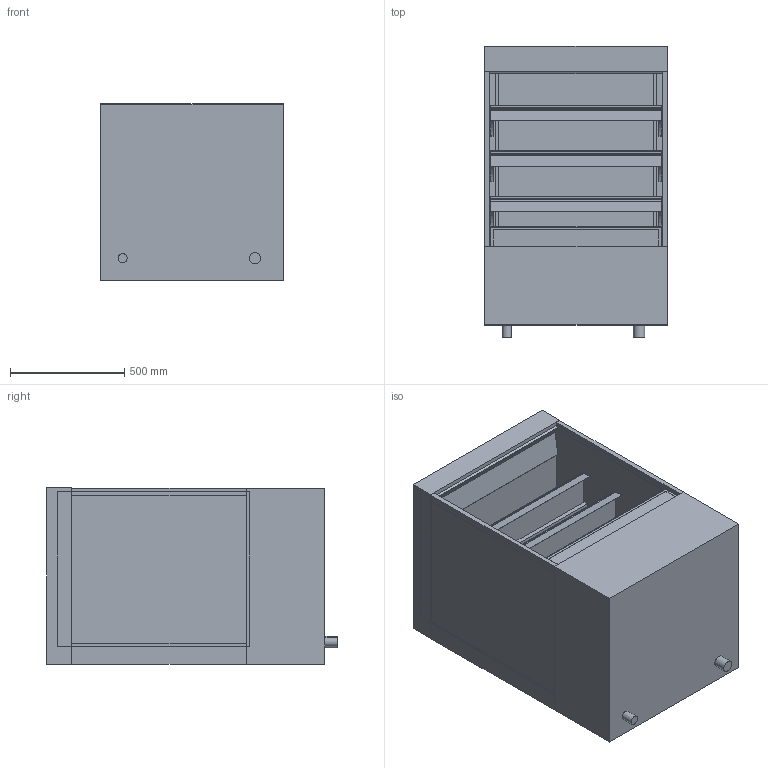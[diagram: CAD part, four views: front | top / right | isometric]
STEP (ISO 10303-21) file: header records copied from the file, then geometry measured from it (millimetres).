
FILE_DESCRIPTION(/* description */ ('Einbaukühlvitrine: zentralgekühlt'),/* implementation_level */ '2;1');
FILE_NAME(/* name */ '3D-AKE-00021297.stp',/* time_stamp */ '2023-03-21T10:23:53+01:00',/* author */ ('julian.lux'),/* organization */ (''),/* preprocessor_version */ 'ST-DEVELOPER v18.1',/* originating_system */ 'Autodesk Inventor 2020',/* authorisation */ '');
FILE_SCHEMA (('AUTOMOTIVE_DESIGN { 1 0 10303 214 3 1 1 }'));
Length unit declared in the file: millimetre
Products named in the file (1): 3D-AKE-00021297
Bounding box: 800 x 1275.1 x 772 mm (x, y, z)
Volume: 296561138.6 mm3; surface area: 15678031.7 mm2
Topology: 44 solids, 44 shells, 378 faces, 877 edges, 592 vertices
Faces by surface type: plane 343, cylinder 35
Full cylindrical faces by diameter (mm): 16 x9, 40 x1, 50 x1
Entity records: 10636 total; most frequent: CARTESIAN_POINT 1848, ORIENTED_EDGE 1754, DIRECTION 1727, EDGE_CURVE 877, LINE 785, VECTOR 785, VERTEX_POINT 592, AXIS2_PLACEMENT_3D 471
